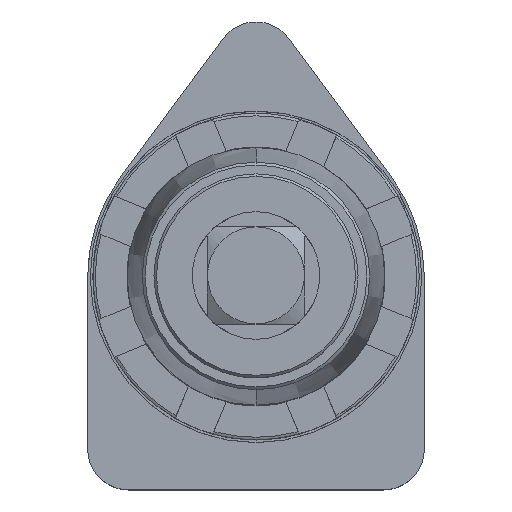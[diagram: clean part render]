
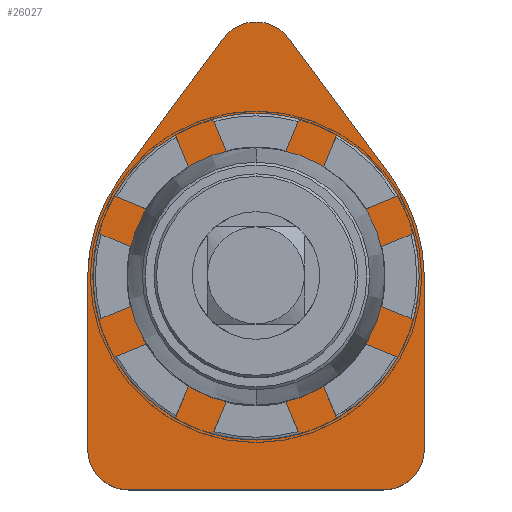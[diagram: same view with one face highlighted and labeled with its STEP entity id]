
A CAD part, top view. The second image highlights one B-rep face of the part: STEP entity #26027.
In plain terms, the highlighted planar face has unit normal (0, 0, 1).
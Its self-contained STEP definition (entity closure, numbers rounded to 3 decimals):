
#25684=DIRECTION('',(0.,1.,0.));
#25685=VECTOR('',#25684,33.749);
#25686=CARTESIAN_POINT('',(33.,-33.749,551.9));
#25687=LINE('',#25686,#25685);
#25688=CARTESIAN_POINT('',(25.,-33.749,551.9));
#25689=DIRECTION('',(0.,0.,1.));
#25690=DIRECTION('',(0.,-1.,0.));
#25691=AXIS2_PLACEMENT_3D('',#25688,#25689,#25690);
#25693=DIRECTION('',(1.,0.,0.));
#25694=VECTOR('',#25693,50.);
#25695=CARTESIAN_POINT('',(-25.,-41.749,551.9));
#25696=LINE('',#25695,#25694);
#25697=CARTESIAN_POINT('',(-25.,-33.749,551.9));
#25698=DIRECTION('',(0.,0.,1.));
#25699=DIRECTION('',(-1.,0.,0.));
#25700=AXIS2_PLACEMENT_3D('',#25697,#25698,#25699);
#25702=DIRECTION('',(0.,-1.,0.));
#25703=VECTOR('',#25702,33.749);
#25704=CARTESIAN_POINT('',(-33.,0.,551.9));
#25705=LINE('',#25704,#25703);
#25706=CARTESIAN_POINT('',(0.,0.,551.9));
#25707=DIRECTION('',(0.,0.,1.));
#25708=DIRECTION('',(-0.804,0.595,0.));
#25709=AXIS2_PLACEMENT_3D('',#25706,#25707,#25708);
#25711=DIRECTION('',(-0.595,-0.804,0.));
#25712=VECTOR('',#25711,33.749);
#25713=CARTESIAN_POINT('',(-6.428,46.762,551.9));
#25714=LINE('',#25713,#25712);
#25715=CARTESIAN_POINT('',(0.,42.,551.9));
#25716=DIRECTION('',(0.,0.,1.));
#25717=DIRECTION('',(0.804,0.595,0.));
#25718=AXIS2_PLACEMENT_3D('',#25715,#25716,#25717);
#25720=DIRECTION('',(-0.595,0.804,0.));
#25721=VECTOR('',#25720,33.749);
#25722=CARTESIAN_POINT('',(26.517,19.643,551.9));
#25723=LINE('',#25722,#25721);
#25724=CARTESIAN_POINT('',(0.,0.,551.9));
#25725=DIRECTION('',(0.,0.,1.));
#25726=DIRECTION('',(1.,0.,0.));
#25727=AXIS2_PLACEMENT_3D('',#25724,#25725,#25726);
#25834=CARTESIAN_POINT('',(25.,-41.749,551.9));
#25835=CARTESIAN_POINT('',(33.,-33.749,551.9));
#25836=VERTEX_POINT('',#25834);
#25837=VERTEX_POINT('',#25835);
#25838=CARTESIAN_POINT('',(33.,0.,551.9));
#25839=VERTEX_POINT('',#25838);
#25840=CARTESIAN_POINT('',(26.517,19.643,551.9));
#25841=VERTEX_POINT('',#25840);
#25842=CARTESIAN_POINT('',(6.428,46.762,551.9));
#25843=VERTEX_POINT('',#25842);
#25844=CARTESIAN_POINT('',(-6.428,46.762,551.9));
#25845=VERTEX_POINT('',#25844);
#25846=CARTESIAN_POINT('',(-26.517,19.643,551.9));
#25847=VERTEX_POINT('',#25846);
#25848=CARTESIAN_POINT('',(-33.,0.,551.9));
#25849=VERTEX_POINT('',#25848);
#25874=CARTESIAN_POINT('',(-33.,-33.749,551.9));
#25875=VERTEX_POINT('',#25874);
#25876=CARTESIAN_POINT('',(-25.,-41.749,551.9));
#25877=VERTEX_POINT('',#25876);
#26000=CARTESIAN_POINT('',(0.,0.,551.9));
#26001=DIRECTION('',(0.,0.,1.));
#26002=DIRECTION('',(-1.,0.,0.));
#26003=AXIS2_PLACEMENT_3D('',#26000,#26001,#26002);
#26004=PLANE('',#26003);
#26006=ORIENTED_EDGE('',*,*,#26005,.F.);
#26008=ORIENTED_EDGE('',*,*,#26007,.F.);
#26010=ORIENTED_EDGE('',*,*,#26009,.F.);
#26012=ORIENTED_EDGE('',*,*,#26011,.F.);
#26014=ORIENTED_EDGE('',*,*,#26013,.F.);
#26016=ORIENTED_EDGE('',*,*,#26015,.F.);
#26018=ORIENTED_EDGE('',*,*,#26017,.F.);
#26020=ORIENTED_EDGE('',*,*,#26019,.F.);
#26022=ORIENTED_EDGE('',*,*,#26021,.F.);
#26024=ORIENTED_EDGE('',*,*,#26023,.F.);
#26025=EDGE_LOOP('',(#26006,#26008,#26010,#26012,#26014,#26016,#26018,#26020,
#26022,#26024));
#26026=FACE_OUTER_BOUND('',#26025,.F.);
#26027=ADVANCED_FACE('',(#26026),#26004,.T.);
#25692=CIRCLE('',#25691,8.);
#25701=CIRCLE('',#25700,8.);
#25710=CIRCLE('',#25709,33.);
#25719=CIRCLE('',#25718,8.);
#25728=CIRCLE('',#25727,33.);
#26005=EDGE_CURVE('',#25837,#25839,#25687,.T.);
#26007=EDGE_CURVE('',#25836,#25837,#25692,.T.);
#26009=EDGE_CURVE('',#25877,#25836,#25696,.T.);
#26011=EDGE_CURVE('',#25875,#25877,#25701,.T.);
#26013=EDGE_CURVE('',#25849,#25875,#25705,.T.);
#26015=EDGE_CURVE('',#25847,#25849,#25710,.T.);
#26017=EDGE_CURVE('',#25845,#25847,#25714,.T.);
#26019=EDGE_CURVE('',#25843,#25845,#25719,.T.);
#26021=EDGE_CURVE('',#25841,#25843,#25723,.T.);
#26023=EDGE_CURVE('',#25839,#25841,#25728,.T.);
